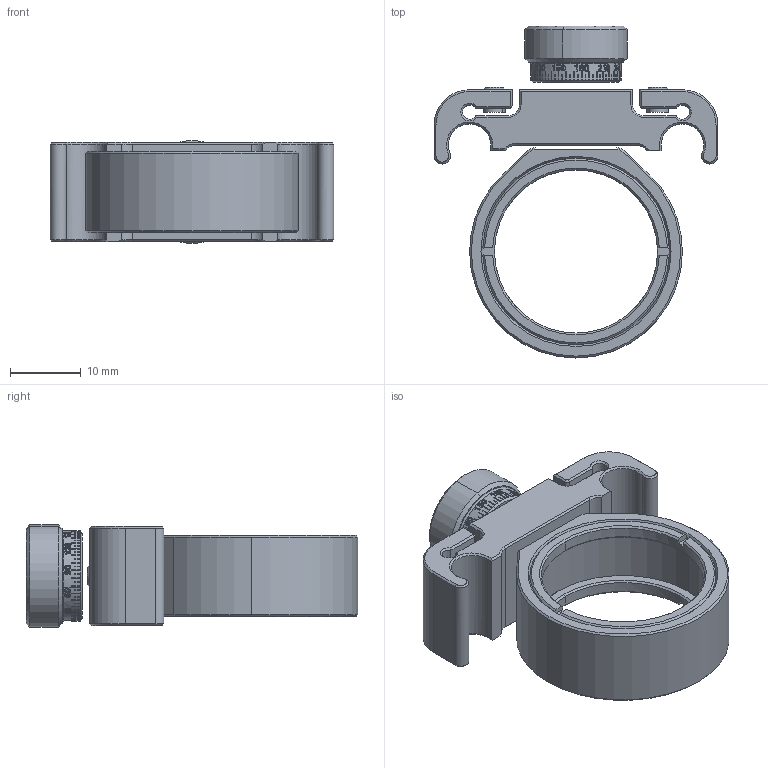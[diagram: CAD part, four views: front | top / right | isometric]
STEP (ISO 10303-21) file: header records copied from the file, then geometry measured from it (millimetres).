
FILE_DESCRIPTION (( 'STEP AP203' ), '1' );
FILE_NAME ('2.2.3.6_L30T-XCM_30 mm笼式系统旋转可快速拆卸透镜安装座，用于1.0英寸光学元件.STEP', '2021-07-29T03:10:23', ( 'China' ), ( 'Home' ), 'SwSTEP 2.0', 'SolidWorks 2018', '' );
FILE_SCHEMA (( 'CONFIG_CONTROL_DESIGN' ));
Length unit declared in the file: millimetre
Products named in the file (1): 2.2.3.6_L30T-XCM_30 mm笼式系统旋转可快速拆卸透镜安装座，用于1.0英寸光学元件
Bounding box: 40 x 46.79 x 14.45 mm (x, y, z)
Surface area: 6457.6 mm2 (no closed solid volume)
Topology: 0 solids, 85 shells, 412 faces, 1938 edges, 1611 vertices
Faces by surface type: cylinder 145, plane 143, cone 90, bspline 32, torus 2
Entity records: 29065 total; most frequent: CARTESIAN_POINT 14546, DIRECTION 2633, ORIENTED_EDGE 2632, EDGE_CURVE 1936, VERTEX_POINT 1611, AXIS2_PLACEMENT_3D 937, VECTOR 759, LINE 759
